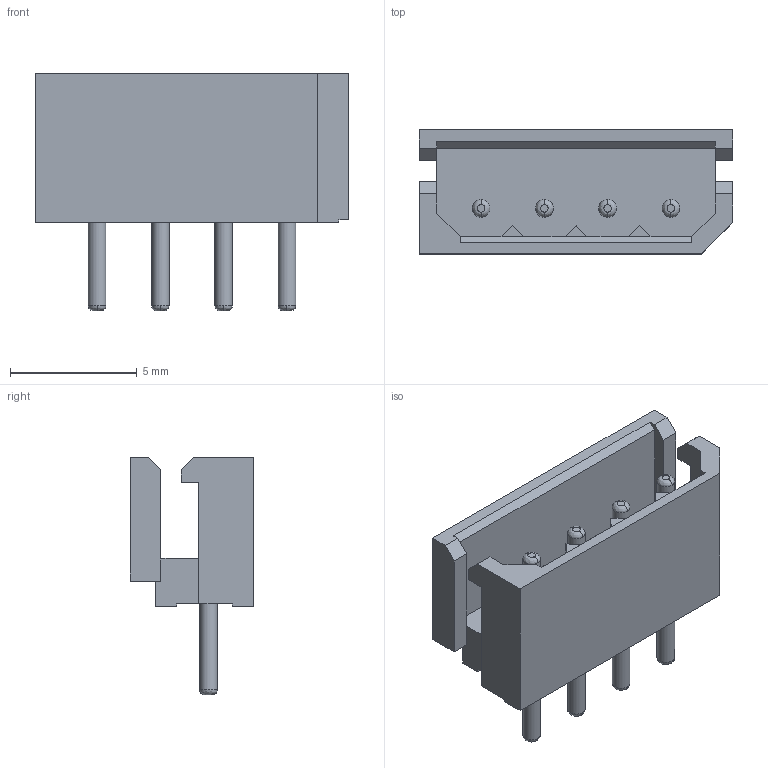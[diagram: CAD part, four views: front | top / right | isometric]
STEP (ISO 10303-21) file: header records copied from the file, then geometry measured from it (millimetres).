
FILE_DESCRIPTION(('FreeCAD Model'),'2;1');
FILE_NAME('Molex_SPOX_5267-04A_1x04_P2.50mm_Vertical.step', '2019-12-09T21:16:56',('kicad StepUp'),('ksu MCAD'), 'Open CASCADE STEP processor 7.3','FreeCAD','Unknown');
FILE_SCHEMA(('AUTOMOTIVE_DESIGN { 1 0 10303 214 1 1 1 1 }'));
Length unit declared in the file: millimetre
Products named in the file (1): Molex_SPOX_5267-04A_1x04_P2.50mm_Vertical
Bounding box: 12.4 x 4.9 x 9.4 mm (x, y, z)
Volume: 188.6 mm3; surface area: 482 mm2
Topology: 1 solids, 1 shells, 87 faces, 211 edges, 134 vertices
Faces by surface type: plane 63, bspline 16, cylinder 8
Full cylindrical faces by diameter (mm): 0.7 x8
Entity records: 2902 total; most frequent: CARTESIAN_POINT 873, ORIENTED_EDGE 422, DIRECTION 403, EDGE_CURVE 211, LINE 147, VECTOR 147, VERTEX_POINT 134, AXIS2_PLACEMENT_3D 128
